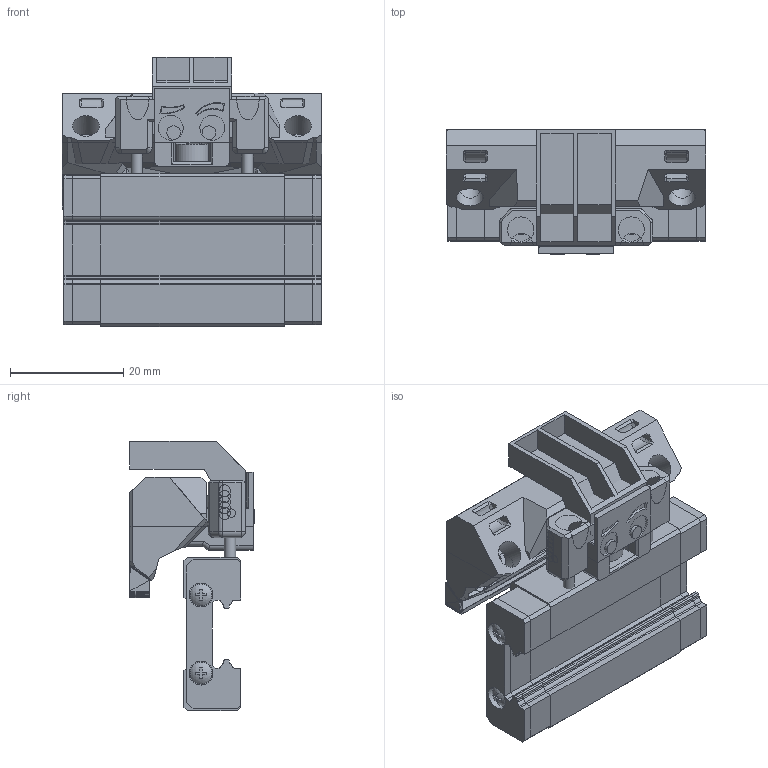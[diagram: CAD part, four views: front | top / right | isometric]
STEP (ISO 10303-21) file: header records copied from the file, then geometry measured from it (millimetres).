
FILE_DESCRIPTION(/* description */ (''),/* implementation_level */ '2;1');
FILE_NAME(/* name */ 'Unklicky_TAP v11.step',/* time_stamp */ '2022-12-05T22:30:34Z',/* author */ (''),/* organization */ (''),/* preprocessor_version */ 'ST-DEVELOPER v19.2',/* originating_system */ 'Autodesk Translation Framework v11.17.0.187',/* authorisation */ '');
FILE_SCHEMA (('AUTOMOTIVE_DESIGN { 1 0 10303 214 3 1 1 }'));
Products named in the file (18): Unklicky_TAP; UnklickyTAP; unTAP_Body; Magnets 6x3 x2 (2); UnTAP_pin; Extras v11 (2); Magnet; M2x10 Self-tapping Screw (14) (1); MGN12H v2; PRODUCT_NAME_1; PRODUCT_NAME_6; PRODUCT_NAME_5; PRODUCT_NAME_7; PRODUCT_NAME_4; PRODUCT_NAME_8; PRODUCT_NAME_3; PRODUCT_NAME_2; PRODUCT_NAME_9
Assembly tree (17 placements, depth 5):
  Unklicky_TAP
    UnklickyTAP
      unTAP_Body
        Magnets 6x3 x2 (2)
      UnTAP_pin
        Extras v11 (2)
          Magnet
          M2x10 Self-tapping Screw (14) (1)
      MGN12H v2
        PRODUCT_NAME_1
        PRODUCT_NAME_6
        PRODUCT_NAME_5
        PRODUCT_NAME_7
        PRODUCT_NAME_4
        PRODUCT_NAME_8
        PRODUCT_NAME_3
        PRODUCT_NAME_2
        PRODUCT_NAME_9
Bounding box: 45.8 x 21.94 x 47.47 mm (x, y, z)
Volume: 23649.1 mm3; surface area: 21857 mm2
Topology: 23 solids, 23 shells, 1947 faces, 4610 edges, 2714 vertices
Faces by surface type: plane 1247, cylinder 386, bspline 147, cone 113, sphere 42, torus 12
Full cylindrical faces by diameter (mm): 1.7 x12, 2 x18, 2.459 x8, 2.7 x2, 2.8 x2, 3 x2, 3.5 x2, 4 x12, 4.2 x8, 4.7 x2, 6 x2
Entity records: 58634 total; most frequent: CARTESIAN_POINT 14266, ORIENTED_EDGE 9212, DIRECTION 8800, EDGE_CURVE 4606, LINE 3138, VECTOR 3138, AXIS2_PLACEMENT_3D 2831, VERTEX_POINT 2714
